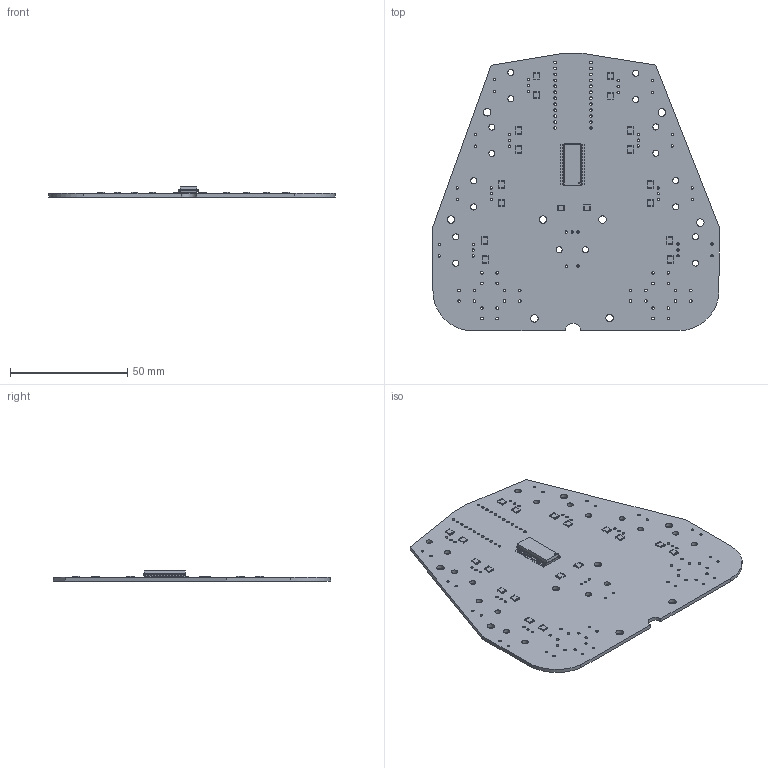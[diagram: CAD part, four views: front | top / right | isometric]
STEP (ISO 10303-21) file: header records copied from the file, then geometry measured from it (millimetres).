
FILE_DESCRIPTION(('KiCad electronic assembly'),'2;1');
FILE_NAME('schwurbler-360_v1.0_apm_smd.step','2020-11-20T15:37:41',( 'An Author'),('A Company'),'Open CASCADE STEP processor 7.4', 'KiCad to STEP converter','Unknown');
FILE_SCHEMA(('AUTOMOTIVE_DESIGN { 1 0 10303 214 1 1 1 1 }'));
Length unit declared in the file: millimetre
Products named in the file (6): Open CASCADE STEP translator 7.4 1; R_1210_3225Metric; SOLID; SOIC-28W_7.5x17.9mm_P1.27mm; COMPOUND
Assembly tree (22 placements, depth 3):
  Open CASCADE STEP translator 7.4 1
    R_1210_3225Metric  x18
      SOLID
    SOIC-28W_7.5x17.9mm_P1.27mm
      SOLID
    COMPOUND
Bounding box: 121.87 x 118.14 x 4.4 mm (x, y, z)
Volume: 19302.9 mm3; surface area: 26058.2 mm2
Topology: 20 solids, 20 shells, 1065 faces, 2864 edges, 1840 vertices
Faces by surface type: plane 626, cylinder 387, bspline 52
Full cylindrical faces by diameter (mm): 0.6 x1, 1 x45, 1.1 x56, 2.6 x18, 3.2 x8
Entity records: 46369 total; most frequent: CARTESIAN_POINT 8086, DIRECTION 6530, LINE 3956, VECTOR 3956, ORIENTED_EDGE 3416, PCURVE 3416, DEFINITIONAL_REPRESENTATION 3416, EDGE_CURVE 1708
